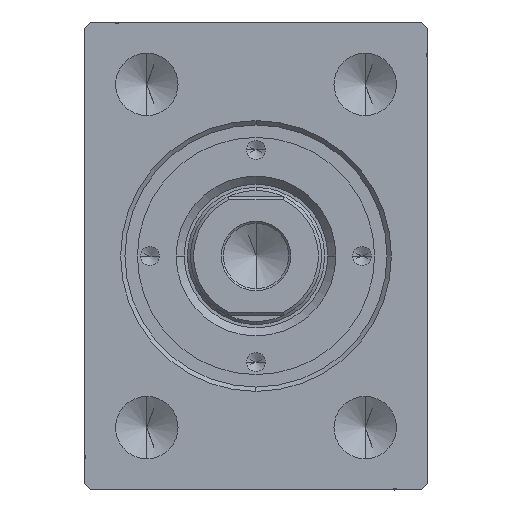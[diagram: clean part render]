
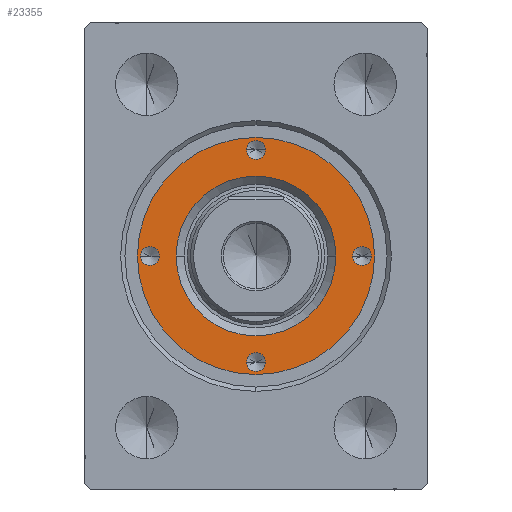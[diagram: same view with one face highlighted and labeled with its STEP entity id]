
A CAD part, left-side view. The second image highlights one B-rep face of the part: STEP entity #23355.
In plain terms, the highlighted face is planar.
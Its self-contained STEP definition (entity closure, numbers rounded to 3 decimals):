
#1466 = VERTEX_POINT ( 'NONE', #17132 ) ;
#2029 = EDGE_LOOP ( 'NONE', ( #31085, #25422 ) ) ;
#2189 = DIRECTION ( 'NONE',  ( 1., 0., 0. ) ) ;
#2276 = DIRECTION ( 'NONE',  ( 1., 0., 0. ) ) ;
#2538 = DIRECTION ( 'NONE',  ( 0., 0., 1. ) ) ;
#2665 = VERTEX_POINT ( 'NONE', #22424 ) ;
#3802 = DIRECTION ( 'NONE',  ( 1., 0., 0. ) ) ;
#3974 = AXIS2_PLACEMENT_3D ( 'NONE', #26800, #9679, #22556 ) ;
#3992 = ORIENTED_EDGE ( 'NONE', *, *, #28878, .F. ) ;
#4513 = DIRECTION ( 'NONE',  ( 1., 0., 0. ) ) ;
#4675 = VERTEX_POINT ( 'NONE', #40972 ) ;
#5112 = FACE_OUTER_BOUND ( 'NONE', #7529, .T. ) ;
#7292 = CIRCLE ( 'NONE', #16523, 19. ) ;
#7529 = EDGE_LOOP ( 'NONE', ( #17970, #19044 ) ) ;
#8162 = AXIS2_PLACEMENT_3D ( 'NONE', #8877, #29131, #28914 ) ;
#8877 = CARTESIAN_POINT ( 'NONE',  ( 0., 17., 10. ) ) ;
#9169 = DIRECTION ( 'NONE',  ( 0., 0., -1. ) ) ;
#9250 = AXIS2_PLACEMENT_3D ( 'NONE', #25255, #18363, #28826 ) ;
#9295 = CIRCLE ( 'NONE', #28480, 1.5 ) ;
#9321 = FACE_BOUND ( 'NONE', #37245, .T. ) ;
#9338 = EDGE_LOOP ( 'NONE', ( #33852, #26508 ) ) ;
#9448 = EDGE_CURVE ( 'NONE', #40774, #4675, #16183, .T. ) ;
#9679 = DIRECTION ( 'NONE',  ( 0., 0., 1. ) ) ;
#10591 = EDGE_CURVE ( 'NONE', #32266, #2665, #40412, .T. ) ;
#11527 = CIRCLE ( 'NONE', #20040, 12.8 ) ;
#11771 = FACE_BOUND ( 'NONE', #2029, .T. ) ;
#12116 = CARTESIAN_POINT ( 'NONE',  ( 0., 0., 10. ) ) ;
#14097 = DIRECTION ( 'NONE',  ( 0., 0., 1. ) ) ;
#15111 = CARTESIAN_POINT ( 'NONE',  ( 0., 0., 10. ) ) ;
#15573 = EDGE_CURVE ( 'NONE', #15609, #25911, #9295, .T. ) ;
#15609 = VERTEX_POINT ( 'NONE', #33920 ) ;
#16019 = VERTEX_POINT ( 'NONE', #26233 ) ;
#16068 = DIRECTION ( 'NONE',  ( 0., 0., 1. ) ) ;
#16105 = DIRECTION ( 'NONE',  ( 1., 0., 0. ) ) ;
#16183 = CIRCLE ( 'NONE', #35476, 1.5 ) ;
#16334 = CIRCLE ( 'NONE', #9250, 1.5 ) ;
#16523 = AXIS2_PLACEMENT_3D ( 'NONE', #40297, #42954, #20025 ) ;
#16775 = CIRCLE ( 'NONE', #43062, 1.5 ) ;
#17132 = CARTESIAN_POINT ( 'NONE',  ( 12.8, 0., 10. ) ) ;
#17394 = CIRCLE ( 'NONE', #8162, 1.5 ) ;
#17634 = EDGE_CURVE ( 'NONE', #34226, #16019, #16334, .T. ) ;
#17653 = CARTESIAN_POINT ( 'NONE',  ( -19., 0., 10. ) ) ;
#17970 = ORIENTED_EDGE ( 'NONE', *, *, #10591, .T. ) ;
#18103 = EDGE_CURVE ( 'NONE', #16019, #34226, #28434, .T. ) ;
#18251 = DIRECTION ( 'NONE',  ( 1., 0., 0. ) ) ;
#18363 = DIRECTION ( 'NONE',  ( 0., 0., 1. ) ) ;
#18438 = FACE_BOUND ( 'NONE', #9338, .T. ) ;
#19044 = ORIENTED_EDGE ( 'NONE', *, *, #25354, .T. ) ;
#19430 = CARTESIAN_POINT ( 'NONE',  ( 17., 0., 10. ) ) ;
#19488 = ORIENTED_EDGE ( 'NONE', *, *, #39427, .F. ) ;
#20025 = DIRECTION ( 'NONE',  ( 1., 0., 0. ) ) ;
#20040 = AXIS2_PLACEMENT_3D ( 'NONE', #39653, #9169, #22723 ) ;
#20228 = CARTESIAN_POINT ( 'NONE',  ( -17., 0., 10. ) ) ;
#21698 = AXIS2_PLACEMENT_3D ( 'NONE', #12116, #25895, #25673 ) ;
#22424 = CARTESIAN_POINT ( 'NONE',  ( 19., 0., 10. ) ) ;
#22556 = DIRECTION ( 'NONE',  ( 1., 0., 0. ) ) ;
#22723 = DIRECTION ( 'NONE',  ( 1., 0., 0. ) ) ;
#22825 = ORIENTED_EDGE ( 'NONE', *, *, #9448, .F. ) ;
#23355 = ADVANCED_FACE ( 'NONE', ( #9321, #35588, #18438, #11771, #32688, #5112 ), #32474, .T. ) ;
#24288 = CARTESIAN_POINT ( 'NONE',  ( 1.5, 17., 10. ) ) ;
#24621 = CARTESIAN_POINT ( 'NONE',  ( 15.5, 0., 10. ) ) ;
#25255 = CARTESIAN_POINT ( 'NONE',  ( 0., -17., 10. ) ) ;
#25354 = EDGE_CURVE ( 'NONE', #2665, #32266, #7292, .T. ) ;
#25400 = CARTESIAN_POINT ( 'NONE',  ( -15.5, 0., 10. ) ) ;
#25422 = ORIENTED_EDGE ( 'NONE', *, *, #17634, .F. ) ;
#25673 = DIRECTION ( 'NONE',  ( 1., 0., 0. ) ) ;
#25895 = DIRECTION ( 'NONE',  ( 0., 0., -1. ) ) ;
#25911 = VERTEX_POINT ( 'NONE', #24621 ) ;
#26147 = AXIS2_PLACEMENT_3D ( 'NONE', #34998, #14097, #4513 ) ;
#26233 = CARTESIAN_POINT ( 'NONE',  ( 1.5, -17., 10. ) ) ;
#26508 = ORIENTED_EDGE ( 'NONE', *, *, #39220, .F. ) ;
#26722 = DIRECTION ( 'NONE',  ( 0., 0., 1. ) ) ;
#26800 = CARTESIAN_POINT ( 'NONE',  ( 17., 0., 10. ) ) ;
#27305 = CARTESIAN_POINT ( 'NONE',  ( -12.8, 0., 10. ) ) ;
#27395 = CIRCLE ( 'NONE', #3974, 1.5 ) ;
#27871 = VERTEX_POINT ( 'NONE', #25400 ) ;
#27947 = EDGE_CURVE ( 'NONE', #1466, #29350, #11527, .T. ) ;
#28010 = ORIENTED_EDGE ( 'NONE', *, *, #27947, .T. ) ;
#28434 = CIRCLE ( 'NONE', #36262, 1.5 ) ;
#28480 = AXIS2_PLACEMENT_3D ( 'NONE', #19430, #2538, #16105 ) ;
#28689 = DIRECTION ( 'NONE',  ( 0., 0., 1. ) ) ;
#28826 = DIRECTION ( 'NONE',  ( 1., 0., 0. ) ) ;
#28878 = EDGE_CURVE ( 'NONE', #27871, #29149, #32123, .T. ) ;
#28914 = DIRECTION ( 'NONE',  ( 1., 0., 0. ) ) ;
#29131 = DIRECTION ( 'NONE',  ( 0., 0., 1. ) ) ;
#29149 = VERTEX_POINT ( 'NONE', #35135 ) ;
#29260 = AXIS2_PLACEMENT_3D ( 'NONE', #15111, #28689, #2189 ) ;
#29350 = VERTEX_POINT ( 'NONE', #27305 ) ;
#29890 = CARTESIAN_POINT ( 'NONE',  ( 0., -17., 10. ) ) ;
#31085 = ORIENTED_EDGE ( 'NONE', *, *, #18103, .F. ) ;
#32123 = CIRCLE ( 'NONE', #37813, 1.5 ) ;
#32266 = VERTEX_POINT ( 'NONE', #17653 ) ;
#32290 = DIRECTION ( 'NONE',  ( 0., 0., 1. ) ) ;
#32474 = PLANE ( 'NONE',  #29260 ) ;
#32688 = FACE_BOUND ( 'NONE', #43392, .T. ) ;
#33852 = ORIENTED_EDGE ( 'NONE', *, *, #15573, .F. ) ;
#33920 = CARTESIAN_POINT ( 'NONE',  ( 18.5, 0., 10. ) ) ;
#34226 = VERTEX_POINT ( 'NONE', #41023 ) ;
#34998 = CARTESIAN_POINT ( 'NONE',  ( 0., 0., 10. ) ) ;
#35135 = CARTESIAN_POINT ( 'NONE',  ( -18.5, 0., 10. ) ) ;
#35476 = AXIS2_PLACEMENT_3D ( 'NONE', #40964, #26722, #3802 ) ;
#35588 = FACE_BOUND ( 'NONE', #42269, .T. ) ;
#35654 = ORIENTED_EDGE ( 'NONE', *, *, #39175, .T. ) ;
#35923 = CIRCLE ( 'NONE', #21698, 12.8 ) ;
#36262 = AXIS2_PLACEMENT_3D ( 'NONE', #29890, #16068, #2276 ) ;
#36786 = EDGE_CURVE ( 'NONE', #4675, #40774, #17394, .T. ) ;
#36951 = DIRECTION ( 'NONE',  ( 1., 0., 0. ) ) ;
#37245 = EDGE_LOOP ( 'NONE', ( #3992, #19488 ) ) ;
#37813 = AXIS2_PLACEMENT_3D ( 'NONE', #42503, #32290, #18251 ) ;
#39175 = EDGE_CURVE ( 'NONE', #29350, #1466, #35923, .T. ) ;
#39220 = EDGE_CURVE ( 'NONE', #25911, #15609, #27395, .T. ) ;
#39427 = EDGE_CURVE ( 'NONE', #29149, #27871, #16775, .T. ) ;
#39653 = CARTESIAN_POINT ( 'NONE',  ( 0., 0., 10. ) ) ;
#40281 = DIRECTION ( 'NONE',  ( 0., 0., 1. ) ) ;
#40297 = CARTESIAN_POINT ( 'NONE',  ( 0., 0., 10. ) ) ;
#40412 = CIRCLE ( 'NONE', #26147, 19. ) ;
#40774 = VERTEX_POINT ( 'NONE', #24288 ) ;
#40964 = CARTESIAN_POINT ( 'NONE',  ( 0., 17., 10. ) ) ;
#40972 = CARTESIAN_POINT ( 'NONE',  ( -1.5, 17., 10. ) ) ;
#41023 = CARTESIAN_POINT ( 'NONE',  ( -1.5, -17., 10. ) ) ;
#41302 = ORIENTED_EDGE ( 'NONE', *, *, #36786, .F. ) ;
#42269 = EDGE_LOOP ( 'NONE', ( #22825, #41302 ) ) ;
#42503 = CARTESIAN_POINT ( 'NONE',  ( -17., 0., 10. ) ) ;
#42954 = DIRECTION ( 'NONE',  ( 0., 0., 1. ) ) ;
#43062 = AXIS2_PLACEMENT_3D ( 'NONE', #20228, #40281, #36951 ) ;
#43392 = EDGE_LOOP ( 'NONE', ( #28010, #35654 ) ) ;
